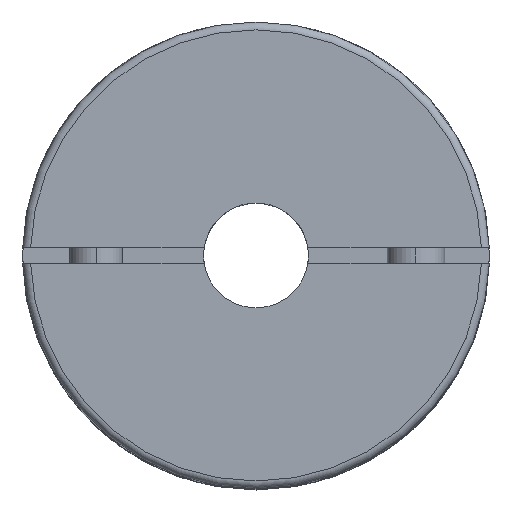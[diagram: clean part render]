
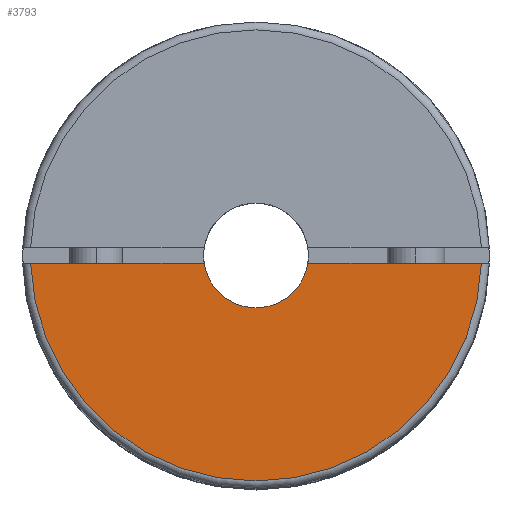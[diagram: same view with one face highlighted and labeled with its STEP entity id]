
A CAD part, top view. The second image highlights one B-rep face of the part: STEP entity #3793.
In plain terms, the highlighted planar face has unit normal (0, 0, 1).
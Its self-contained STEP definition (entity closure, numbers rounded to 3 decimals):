
#5 = CARTESIAN_POINT ( 'NONE',  ( -8.9, -0.3, 0. ) ) ;
#271 = EDGE_CURVE ( 'NONE', #4354, #4913, #1205, .T. ) ;
#340 = CIRCLE ( 'NONE', #1792, 8.6 ) ;
#802 = FACE_OUTER_BOUND ( 'NONE', #3545, .T. ) ;
#1157 = DIRECTION ( 'NONE',  ( 1., 0., 0. ) ) ;
#1185 = CARTESIAN_POINT ( 'NONE',  ( 0., 0., 0. ) ) ;
#1205 = LINE ( 'NONE', #2768, #2127 ) ;
#1233 = DIRECTION ( 'NONE',  ( 0., 0., 1. ) ) ;
#1369 = ORIENTED_EDGE ( 'NONE', *, *, #3783, .F. ) ;
#1412 = CARTESIAN_POINT ( 'NONE',  ( -1.977, -0.3, 0. ) ) ;
#1670 = VECTOR ( 'NONE', #5218, 1000. ) ;
#1792 = AXIS2_PLACEMENT_3D ( 'NONE', #1185, #4837, #4458 ) ;
#1880 = EDGE_CURVE ( 'NONE', #4913, #2290, #340, .T. ) ;
#2095 = CARTESIAN_POINT ( 'NONE',  ( 0., 0., 0. ) ) ;
#2127 = VECTOR ( 'NONE', #3672, 1000. ) ;
#2290 = VERTEX_POINT ( 'NONE', #4551 ) ;
#2599 = VERTEX_POINT ( 'NONE', #1412 ) ;
#2768 = CARTESIAN_POINT ( 'NONE',  ( -8.9, -0.3, 0. ) ) ;
#3128 = AXIS2_PLACEMENT_3D ( 'NONE', #4455, #1233, #1157 ) ;
#3379 = AXIS2_PLACEMENT_3D ( 'NONE', #2095, #4637, #4237 ) ;
#3505 = CARTESIAN_POINT ( 'NONE',  ( 1.977, -0.3, 0. ) ) ;
#3545 = EDGE_LOOP ( 'NONE', ( #1369, #3600, #3905, #3704 ) ) ;
#3600 = ORIENTED_EDGE ( 'NONE', *, *, #1880, .F. ) ;
#3672 = DIRECTION ( 'NONE',  ( 1., 0., 0. ) ) ;
#3704 = ORIENTED_EDGE ( 'NONE', *, *, #3939, .T. ) ;
#3783 = EDGE_CURVE ( 'NONE', #2290, #2599, #4856, .T. ) ;
#3793 = ADVANCED_FACE ( 'NONE', ( #802 ), #4833, .T. ) ;
#3808 = CIRCLE ( 'NONE', #3379, 2. ) ;
#3905 = ORIENTED_EDGE ( 'NONE', *, *, #271, .F. ) ;
#3939 = EDGE_CURVE ( 'NONE', #4354, #2599, #3808, .T. ) ;
#4237 = DIRECTION ( 'NONE',  ( -1., 0., 0. ) ) ;
#4354 = VERTEX_POINT ( 'NONE', #3505 ) ;
#4455 = CARTESIAN_POINT ( 'NONE',  ( 0., 8.6, 0. ) ) ;
#4458 = DIRECTION ( 'NONE',  ( -1., 0., 0. ) ) ;
#4551 = CARTESIAN_POINT ( 'NONE',  ( -8.595, -0.3, 0. ) ) ;
#4637 = DIRECTION ( 'NONE',  ( 0., 0., -1. ) ) ;
#4833 = PLANE ( 'NONE',  #3128 ) ;
#4837 = DIRECTION ( 'NONE',  ( 0., 0., -1. ) ) ;
#4856 = LINE ( 'NONE', #5, #1670 ) ;
#4913 = VERTEX_POINT ( 'NONE', #5212 ) ;
#5212 = CARTESIAN_POINT ( 'NONE',  ( 8.595, -0.3, 0. ) ) ;
#5218 = DIRECTION ( 'NONE',  ( 1., 0., 0. ) ) ;
